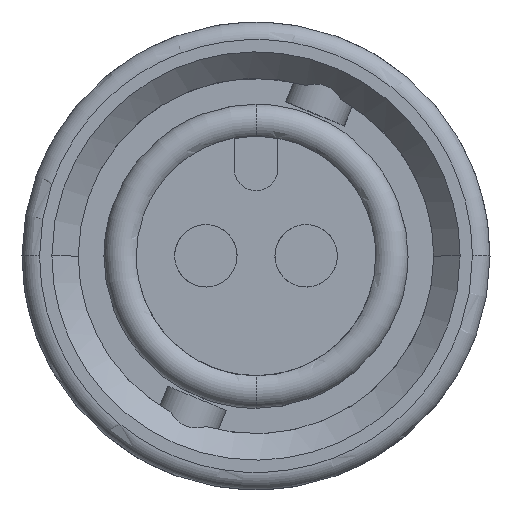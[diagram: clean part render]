
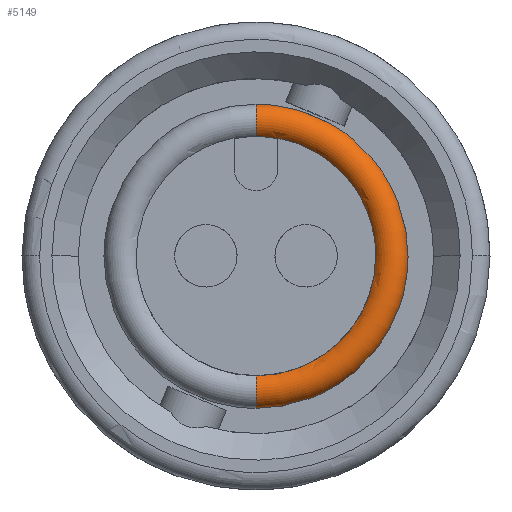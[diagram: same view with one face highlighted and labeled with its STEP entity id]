
A CAD part, top view. The second image highlights one B-rep face of the part: STEP entity #5149.
In plain terms, the highlighted toroidal (fillet/blend) face has major radius 3.882 mm and minor radius 0.508 mm.
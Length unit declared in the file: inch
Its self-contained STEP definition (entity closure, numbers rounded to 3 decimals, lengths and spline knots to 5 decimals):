
#9 = DIRECTION ( 'NONE',  ( 1., 0., 0. ) ) ;
#34 = CARTESIAN_POINT ( 'NONE',  ( 0.10552, 0.1373, 0.6 ) ) ;
#44 = CARTESIAN_POINT ( 'NONE',  ( 0., -0.15282, 0.6066 ) ) ;
#115 = CARTESIAN_POINT ( 'NONE',  ( 0.1717, 0.02248, 0.6 ) ) ;
#126 = DIRECTION ( 'NONE',  ( 0., 1., 0. ) ) ;
#297 = CARTESIAN_POINT ( 'NONE',  ( 0.02248, -0.1717, 0.6 ) ) ;
#326 = CARTESIAN_POINT ( 'NONE',  ( 0.1717, 0., 0.6 ) ) ;
#607 = EDGE_CURVE ( 'NONE', #11491, #6856, #7975, .T. ) ;
#693 = EDGE_CURVE ( 'NONE', #6856, #4473, #3906, .T. ) ;
#1257 = ORIENTED_EDGE ( 'NONE', *, *, #693, .T. ) ;
#1391 = CARTESIAN_POINT ( 'NONE',  ( 0., 0.1717, 0.6 ) ) ;
#1598 = EDGE_CURVE ( 'NONE', #9111, #7565, #10090, .T. ) ;
#2013 = B_SPLINE_CURVE_WITH_KNOTS ( 'NONE', 3,
 ( #2945, #297, #4835, #3937, #11033, #3782, #4798, #3020, #9310, #10202 ),
 .UNSPECIFIED., .F., .F.,
 ( 4, 2, 2, 2, 4 ),
 ( 0.5, 0.625, 0.75, 0.875, 1. ),
 .UNSPECIFIED. ) ;
#2147 = FACE_OUTER_BOUND ( 'NONE', #4708, .T. ) ;
#2211 = ORIENTED_EDGE ( 'NONE', *, *, #1598, .T. ) ;
#2399 = DIRECTION ( 'NONE',  ( 0., 1., 0. ) ) ;
#2646 = DIRECTION ( 'NONE',  ( 0., 0., -1. ) ) ;
#2679 = CARTESIAN_POINT ( 'NONE',  ( 0.15003, 0.08647, 0.6 ) ) ;
#2945 = CARTESIAN_POINT ( 'NONE',  ( 0., -0.1717, 0.6 ) ) ;
#3020 = CARTESIAN_POINT ( 'NONE',  ( 0.16723, -0.04494, 0.6 ) ) ;
#3571 = CARTESIAN_POINT ( 'NONE',  ( 0.136, 0., 0.61742 ) ) ;
#3674 = CARTESIAN_POINT ( 'NONE',  ( 0., 0.1717, 0.6 ) ) ;
#3782 = CARTESIAN_POINT ( 'NONE',  ( 0.1373, -0.10552, 0.6 ) ) ;
#3906 = CIRCLE ( 'NONE', #9769, 0.136 ) ;
#3937 = CARTESIAN_POINT ( 'NONE',  ( 0.08647, -0.15003, 0.6 ) ) ;
#4259 = CARTESIAN_POINT ( 'NONE',  ( 0., -0.136, 0.61742 ) ) ;
#4437 = CIRCLE ( 'NONE', #6122, 0.02 ) ;
#4473 = VERTEX_POINT ( 'NONE', #4259 ) ;
#4588 = AXIS2_PLACEMENT_3D ( 'NONE', #11621, #2646, #5262 ) ;
#4708 = EDGE_LOOP ( 'NONE', ( #1257, #8083, #6979, #2211, #11514, #11074 ) ) ;
#4798 = CARTESIAN_POINT ( 'NONE',  ( 0.15003, -0.08647, 0.6 ) ) ;
#4835 = CARTESIAN_POINT ( 'NONE',  ( 0.04494, -0.16723, 0.6 ) ) ;
#4948 = AXIS2_PLACEMENT_3D ( 'NONE', #5787, #11179, #2399 ) ;
#4990 = DIRECTION ( 'NONE',  ( -1., 0., 0. ) ) ;
#5149 = ADVANCED_FACE ( 'NONE', ( #2147 ), #6265, .T. ) ;
#5262 = DIRECTION ( 'NONE',  ( -1., 0., 0. ) ) ;
#5444 = CARTESIAN_POINT ( 'NONE',  ( 0.16723, 0.04494, 0.6 ) ) ;
#5787 = CARTESIAN_POINT ( 'NONE',  ( 0., 0., 0.6066 ) ) ;
#6122 = AXIS2_PLACEMENT_3D ( 'NONE', #44, #9, #126 ) ;
#6265 = TOROIDAL_SURFACE ( 'NONE', #4948, 0.15282, 0.02 ) ;
#6456 = DIRECTION ( 'NONE',  ( 0., 0., 1. ) ) ;
#6856 = VERTEX_POINT ( 'NONE', #3571 ) ;
#6979 = ORIENTED_EDGE ( 'NONE', *, *, #8459, .T. ) ;
#7233 = AXIS2_PLACEMENT_3D ( 'NONE', #10948, #9179, #6456 ) ;
#7565 = VERTEX_POINT ( 'NONE', #1391 ) ;
#7590 = DIRECTION ( 'NONE',  ( 0., 0., -1. ) ) ;
#7975 = CIRCLE ( 'NONE', #4588, 0.136 ) ;
#8072 = VERTEX_POINT ( 'NONE', #10133 ) ;
#8083 = ORIENTED_EDGE ( 'NONE', *, *, #10708, .T. ) ;
#8185 = CARTESIAN_POINT ( 'NONE',  ( 0.1373, 0.10552, 0.6 ) ) ;
#8219 = CARTESIAN_POINT ( 'NONE',  ( 0.04494, 0.16723, 0.6 ) ) ;
#8459 = EDGE_CURVE ( 'NONE', #8072, #9111, #2013, .T. ) ;
#8636 = CARTESIAN_POINT ( 'NONE',  ( 0., 0., 0.61742 ) ) ;
#9030 = EDGE_CURVE ( 'NONE', #11491, #7565, #11565, .T. ) ;
#9111 = VERTEX_POINT ( 'NONE', #326 ) ;
#9179 = DIRECTION ( 'NONE',  ( -1., 0., 0. ) ) ;
#9310 = CARTESIAN_POINT ( 'NONE',  ( 0.1717, -0.02248, 0.6 ) ) ;
#9769 = AXIS2_PLACEMENT_3D ( 'NONE', #8636, #7590, #4990 ) ;
#9823 = CARTESIAN_POINT ( 'NONE',  ( 0.08647, 0.15003, 0.6 ) ) ;
#9891 = CARTESIAN_POINT ( 'NONE',  ( 0.1717, 0., 0.6 ) ) ;
#10090 = B_SPLINE_CURVE_WITH_KNOTS ( 'NONE', 3,
 ( #9891, #115, #5444, #2679, #8185, #34, #9823, #8219, #10888, #3674 ),
 .UNSPECIFIED., .F., .F.,
 ( 4, 2, 2, 2, 4 ),
 ( 0., 0.125, 0.25, 0.375, 0.5 ),
 .UNSPECIFIED. ) ;
#10133 = CARTESIAN_POINT ( 'NONE',  ( 0., -0.1717, 0.6 ) ) ;
#10202 = CARTESIAN_POINT ( 'NONE',  ( 0.1717, 0., 0.6 ) ) ;
#10708 = EDGE_CURVE ( 'NONE', #4473, #8072, #4437, .T. ) ;
#10842 = CARTESIAN_POINT ( 'NONE',  ( 0., 0.136, 0.61742 ) ) ;
#10888 = CARTESIAN_POINT ( 'NONE',  ( 0.02248, 0.1717, 0.6 ) ) ;
#10948 = CARTESIAN_POINT ( 'NONE',  ( 0., 0.15282, 0.6066 ) ) ;
#11033 = CARTESIAN_POINT ( 'NONE',  ( 0.10552, -0.1373, 0.6 ) ) ;
#11074 = ORIENTED_EDGE ( 'NONE', *, *, #607, .T. ) ;
#11179 = DIRECTION ( 'NONE',  ( 0., 0., -1. ) ) ;
#11491 = VERTEX_POINT ( 'NONE', #10842 ) ;
#11514 = ORIENTED_EDGE ( 'NONE', *, *, #9030, .F. ) ;
#11565 = CIRCLE ( 'NONE', #7233, 0.02 ) ;
#11621 = CARTESIAN_POINT ( 'NONE',  ( 0., 0., 0.61742 ) ) ;
